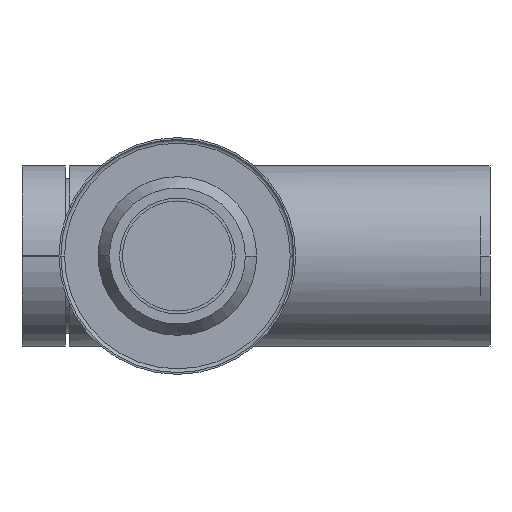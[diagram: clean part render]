
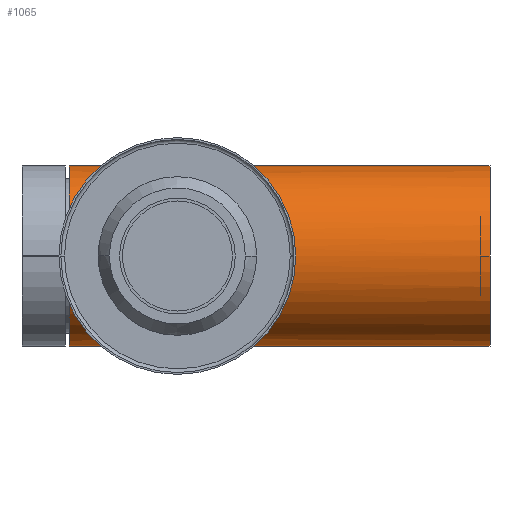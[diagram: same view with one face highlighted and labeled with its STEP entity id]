
A CAD part, front view. The second image highlights one B-rep face of the part: STEP entity #1065.
In plain terms, the highlighted cylindrical face has radius 24.765 mm (diameter 49.53 mm), a partial arc.
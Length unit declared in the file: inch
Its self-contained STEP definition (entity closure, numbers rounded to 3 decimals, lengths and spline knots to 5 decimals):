
#131=CARTESIAN_POINT('',(-1.17,0.,0.));
#132=DIRECTION('',(-1.,0.,0.));
#133=DIRECTION('',(0.,0.,-1.));
#134=AXIS2_PLACEMENT_3D('',#131,#132,#133);
#151=CARTESIAN_POINT('',(1.005,-0.975,0.));
#152=CARTESIAN_POINT('',(1.00537,-0.975,0.04894));
#153=CARTESIAN_POINT('',(0.99575,-0.96759,
0.14909));
#154=CARTESIAN_POINT('',(0.95215,-0.93188,
0.3011));
#155=CARTESIAN_POINT('',(0.87362,-0.86862,
0.45413));
#156=CARTESIAN_POINT('',(0.75056,-0.77145,
0.60504));
#157=CARTESIAN_POINT('',(0.5985,-0.65716,
0.7251));
#158=CARTESIAN_POINT('',(0.4568,-0.55935,
0.80099));
#159=CARTESIAN_POINT('',(0.31803,-0.47631,
0.8521));
#160=CARTESIAN_POINT('',(0.1841,-0.41566,
0.8824));
#161=CARTESIAN_POINT('',(0.05658,-0.38556,
0.89554));
#162=CARTESIAN_POINT('',(-0.0583,-0.38577,
0.89545));
#163=CARTESIAN_POINT('',(-0.18578,-0.41627,
0.88212));
#164=CARTESIAN_POINT('',(-0.31951,-0.47712,
0.85165));
#165=CARTESIAN_POINT('',(-0.45803,-0.56016,
0.80045));
#166=CARTESIAN_POINT('',(-0.59958,-0.65795,
0.72433));
#167=CARTESIAN_POINT('',(-0.75057,-0.77147,
0.60496));
#168=CARTESIAN_POINT('',(-0.87369,-0.86867,
0.45405));
#169=CARTESIAN_POINT('',(-0.9522,-0.93192,
0.301));
#170=CARTESIAN_POINT('',(-0.99578,-0.96762,
0.14887));
#171=CARTESIAN_POINT('',(-1.00538,-0.975,0.04884));
#172=CARTESIAN_POINT('',(-1.005,-0.975,0.));
#174=CARTESIAN_POINT('',(-1.005,-0.975,0.));
#175=CARTESIAN_POINT('',(-1.00537,-0.975,-0.04894));
#176=CARTESIAN_POINT('',(-0.99575,-0.96758,
-0.14909));
#177=CARTESIAN_POINT('',(-0.95215,-0.93188,
-0.3011));
#178=CARTESIAN_POINT('',(-0.87362,-0.86861,
-0.45414));
#179=CARTESIAN_POINT('',(-0.75055,-0.77145,
-0.60505));
#180=CARTESIAN_POINT('',(-0.59855,-0.6572,
-0.72506));
#181=CARTESIAN_POINT('',(-0.45683,-0.55937,
-0.80098));
#182=CARTESIAN_POINT('',(-0.31807,-0.47633,
-0.85209));
#183=CARTESIAN_POINT('',(-0.18414,-0.41567,
-0.8824));
#184=CARTESIAN_POINT('',(-0.05662,-0.38556,
-0.89554));
#185=CARTESIAN_POINT('',(0.05827,-0.38576,
-0.89545));
#186=CARTESIAN_POINT('',(0.18575,-0.41626,
-0.88213));
#187=CARTESIAN_POINT('',(0.31947,-0.4771,
-0.85167));
#188=CARTESIAN_POINT('',(0.45799,-0.56013,
-0.80046));
#189=CARTESIAN_POINT('',(0.59954,-0.65792,
-0.72436));
#190=CARTESIAN_POINT('',(0.75055,-0.77145,
-0.60499));
#191=CARTESIAN_POINT('',(0.87369,-0.86867,
-0.45406));
#192=CARTESIAN_POINT('',(0.9522,-0.93191,
-0.30101));
#193=CARTESIAN_POINT('',(0.99578,-0.96762,
-0.14887));
#194=CARTESIAN_POINT('',(1.00538,-0.975,-0.04885));
#195=CARTESIAN_POINT('',(1.005,-0.975,0.));
#197=DIRECTION('',(1.,0.,0.));
#198=VECTOR('',#197,4.55);
#199=CARTESIAN_POINT('',(-1.17,0.,-0.975));
#200=LINE('',#199,#198);
#201=DIRECTION('',(-1.,0.,0.));
#202=VECTOR('',#201,4.55);
#203=CARTESIAN_POINT('',(3.38,0.,0.975));
#204=LINE('',#203,#202);
#210=CARTESIAN_POINT('',(3.38,0.,0.));
#211=DIRECTION('',(-1.,0.,0.));
#212=DIRECTION('',(0.,0.,-1.));
#213=AXIS2_PLACEMENT_3D('',#210,#211,#212);
#697=CARTESIAN_POINT('',(-1.17,0.,-0.975));
#698=CARTESIAN_POINT('',(-1.17,0.,0.975));
#699=VERTEX_POINT('',#697);
#700=VERTEX_POINT('',#698);
#701=CARTESIAN_POINT('',(3.38,0.,-0.975));
#702=VERTEX_POINT('',#701);
#703=CARTESIAN_POINT('',(3.38,0.,0.975));
#704=VERTEX_POINT('',#703);
#705=VERTEX_POINT('',#151);
#706=VERTEX_POINT('',#172);
#1045=CARTESIAN_POINT('',(3.471,0.,0.));
#1046=DIRECTION('',(-1.,0.,0.));
#1047=DIRECTION('',(0.,0.,1.));
#1048=AXIS2_PLACEMENT_3D('',#1045,#1046,#1047);
#1049=CYLINDRICAL_SURFACE('',#1048,0.975);
#1051=ORIENTED_EDGE('',*,*,#1050,.F.);
#1052=ORIENTED_EDGE('',*,*,#1033,.T.);
#1054=ORIENTED_EDGE('',*,*,#1053,.F.);
#1056=ORIENTED_EDGE('',*,*,#1055,.F.);
#1057=EDGE_LOOP('',(#1051,#1052,#1054,#1056));
#1058=FACE_OUTER_BOUND('',#1057,.F.);
#1060=ORIENTED_EDGE('',*,*,#1059,.T.);
#1062=ORIENTED_EDGE('',*,*,#1061,.T.);
#1063=EDGE_LOOP('',(#1060,#1062));
#1064=FACE_BOUND('',#1063,.F.);
#1065=ADVANCED_FACE('',(#1058,#1064),#1049,.T.);
#135=CIRCLE('',#134,0.975);
#173=B_SPLINE_CURVE_WITH_KNOTS('',3,(#151,#152,#153,#154,#155,#156,#157,#158,
#159,#160,#161,#162,#163,#164,#165,#166,#167,#168,#169,#170,#171,#172),
.UNSPECIFIED.,.F.,.F.,(4,1,1,1,1,1,1,1,1,1,1,1,1,1,1,1,1,1,1,4),(0.,
0.05263,0.10526,0.15789,0.21053,
0.26316,0.31579,0.36842,0.42105,
0.47368,0.52632,0.57895,0.63158,
0.68421,0.73684,0.78947,0.84211,
0.89474,0.94737,1.),.UNSPECIFIED.);
#196=B_SPLINE_CURVE_WITH_KNOTS('',3,(#174,#175,#176,#177,#178,#179,#180,#181,
#182,#183,#184,#185,#186,#187,#188,#189,#190,#191,#192,#193,#194,#195),
.UNSPECIFIED.,.F.,.F.,(4,1,1,1,1,1,1,1,1,1,1,1,1,1,1,1,1,1,1,4),(0.,
0.05263,0.10526,0.15789,0.21053,
0.26316,0.31579,0.36842,0.42105,
0.47368,0.52632,0.57895,0.63158,
0.68421,0.73684,0.78947,0.84211,
0.89474,0.94737,1.),.UNSPECIFIED.);
#214=CIRCLE('',#213,0.975);
#1033=EDGE_CURVE('',#699,#700,#135,.T.);
#1050=EDGE_CURVE('',#699,#702,#200,.T.);
#1053=EDGE_CURVE('',#704,#700,#204,.T.);
#1055=EDGE_CURVE('',#702,#704,#214,.T.);
#1059=EDGE_CURVE('',#705,#706,#173,.T.);
#1061=EDGE_CURVE('',#706,#705,#196,.T.);
